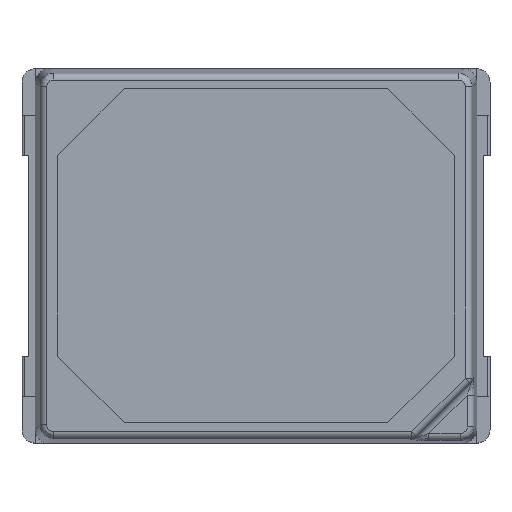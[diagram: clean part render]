
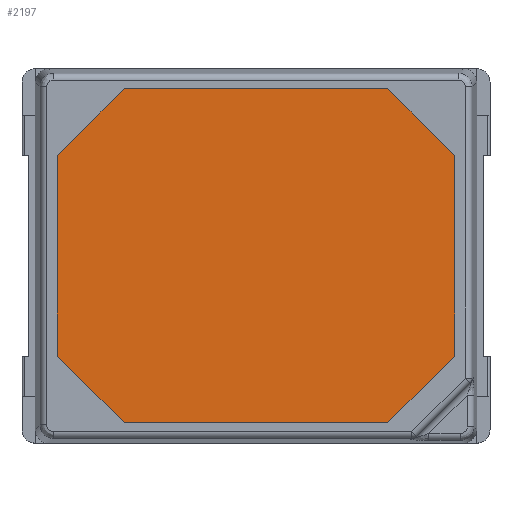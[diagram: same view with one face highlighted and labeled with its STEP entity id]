
A CAD part, top view. The second image highlights one B-rep face of the part: STEP entity #2197.
In plain terms, the highlighted face is planar.
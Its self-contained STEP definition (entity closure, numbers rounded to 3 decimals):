
#166=FACE_OUTER_BOUND('',#297,.T.);
#297=EDGE_LOOP('',(#1465,#1466,#1467,#1468,#1469,#1470,#1471,#1472));
#423=LINE('',#3199,#667);
#427=LINE('',#3206,#671);
#430=LINE('',#3212,#674);
#433=LINE('',#3218,#677);
#436=LINE('',#3224,#680);
#439=LINE('',#3230,#683);
#442=LINE('',#3236,#686);
#444=LINE('',#3239,#688);
#667=VECTOR('',#2541,1.97);
#671=VECTOR('',#2547,0.707);
#674=VECTOR('',#2552,1.5);
#677=VECTOR('',#2557,0.707);
#680=VECTOR('',#2562,1.97);
#683=VECTOR('',#2567,0.707);
#686=VECTOR('',#2572,1.5);
#688=VECTOR('',#2576,0.707);
#911=VERTEX_POINT('',#3196);
#912=VERTEX_POINT('',#3198);
#914=VERTEX_POINT('',#3204);
#916=VERTEX_POINT('',#3210);
#918=VERTEX_POINT('',#3216);
#920=VERTEX_POINT('',#3222);
#922=VERTEX_POINT('',#3228);
#924=VERTEX_POINT('',#3234);
#1117=EDGE_CURVE('',#912,#911,#423,.T.);
#1121=EDGE_CURVE('',#911,#914,#427,.T.);
#1124=EDGE_CURVE('',#914,#916,#430,.T.);
#1127=EDGE_CURVE('',#916,#918,#433,.T.);
#1130=EDGE_CURVE('',#918,#920,#436,.T.);
#1133=EDGE_CURVE('',#920,#922,#439,.T.);
#1136=EDGE_CURVE('',#922,#924,#442,.T.);
#1138=EDGE_CURVE('',#924,#912,#444,.T.);
#1465=ORIENTED_EDGE('',*,*,#1117,.T.);
#1466=ORIENTED_EDGE('',*,*,#1121,.T.);
#1467=ORIENTED_EDGE('',*,*,#1124,.T.);
#1468=ORIENTED_EDGE('',*,*,#1127,.T.);
#1469=ORIENTED_EDGE('',*,*,#1130,.T.);
#1470=ORIENTED_EDGE('',*,*,#1133,.T.);
#1471=ORIENTED_EDGE('',*,*,#1136,.T.);
#1472=ORIENTED_EDGE('',*,*,#1138,.T.);
#2077=PLANE('',#2338);
#2197=ADVANCED_FACE('',(#166),#2077,.T.);
#2338=AXIS2_PLACEMENT_3D('',#3240,#2577,#2578);
#2541=DIRECTION('',(-1.,0.,0.));
#2547=DIRECTION('',(-0.707,0.,0.707));
#2552=DIRECTION('',(0.,0.,1.));
#2557=DIRECTION('',(0.707,0.,0.707));
#2562=DIRECTION('',(1.,0.,0.));
#2567=DIRECTION('',(0.707,0.,-0.707));
#2572=DIRECTION('',(0.,0.,-1.));
#2576=DIRECTION('',(-0.707,0.,-0.707));
#2577=DIRECTION('center_axis',(0.,1.,0.));
#2578=DIRECTION('ref_axis',(0.,0.,1.));
#3196=CARTESIAN_POINT('',(-0.985,0.85,-1.25));
#3198=CARTESIAN_POINT('',(0.985,0.85,-1.25));
#3199=CARTESIAN_POINT('',(0.985,0.85,-1.25));
#3204=CARTESIAN_POINT('',(-1.485,0.85,-0.75));
#3206=CARTESIAN_POINT('',(-0.985,0.85,-1.25));
#3210=CARTESIAN_POINT('',(-1.485,0.85,0.75));
#3212=CARTESIAN_POINT('',(-1.485,0.85,-0.75));
#3216=CARTESIAN_POINT('',(-0.985,0.85,1.25));
#3218=CARTESIAN_POINT('',(-1.485,0.85,0.75));
#3222=CARTESIAN_POINT('',(0.985,0.85,1.25));
#3224=CARTESIAN_POINT('',(-0.985,0.85,1.25));
#3228=CARTESIAN_POINT('',(1.485,0.85,0.75));
#3230=CARTESIAN_POINT('',(0.985,0.85,1.25));
#3234=CARTESIAN_POINT('',(1.485,0.85,-0.75));
#3236=CARTESIAN_POINT('',(1.485,0.85,0.75));
#3239=CARTESIAN_POINT('',(1.485,0.85,-0.75));
#3240=CARTESIAN_POINT('Origin',(-1.485,0.85,-1.25));
